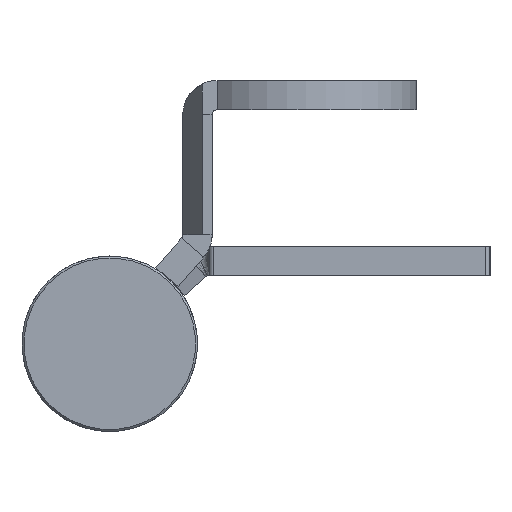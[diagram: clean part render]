
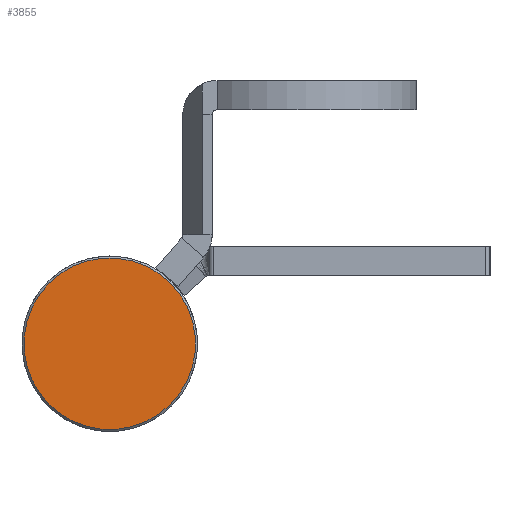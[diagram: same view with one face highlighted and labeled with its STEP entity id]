
A CAD part, left-side view. The second image highlights one B-rep face of the part: STEP entity #3855.
In plain terms, the highlighted face is planar.
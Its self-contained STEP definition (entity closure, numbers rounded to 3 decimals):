
#3855 = ADVANCED_FACE ( 'NONE', ( #13889 ), #40548, .F. ) ;
#4560 = AXIS2_PLACEMENT_3D ( 'NONE', #29140, #10020, #49602 ) ;
#7422 = AXIS2_PLACEMENT_3D ( 'NONE', #21896, #44705, #25546 ) ;
#10020 = DIRECTION ( 'NONE',  ( -1., 0., 0. ) ) ;
#12769 = CIRCLE ( 'NONE', #14449, 8.8 ) ;
#12915 = CARTESIAN_POINT ( 'NONE',  ( 37., 0., -8.8 ) ) ;
#13889 = FACE_OUTER_BOUND ( 'NONE', #37585, .T. ) ;
#14449 = AXIS2_PLACEMENT_3D ( 'NONE', #34413, #30793, #49460 ) ;
#14975 = EDGE_CURVE ( 'NONE', #33004, #22662, #12769, .T. ) ;
#21896 = CARTESIAN_POINT ( 'NONE',  ( 37., 0., 0. ) ) ;
#22460 = ORIENTED_EDGE ( 'NONE', *, *, #14975, .F. ) ;
#22502 = EDGE_CURVE ( 'NONE', #22662, #33004, #32997, .T. ) ;
#22662 = VERTEX_POINT ( 'NONE', #42347 ) ;
#25221 = ORIENTED_EDGE ( 'NONE', *, *, #22502, .F. ) ;
#25546 = DIRECTION ( 'NONE',  ( 0., 0., 1. ) ) ;
#29140 = CARTESIAN_POINT ( 'NONE',  ( 37., 8.8, 0. ) ) ;
#30793 = DIRECTION ( 'NONE',  ( -1., 0., 0. ) ) ;
#32997 = CIRCLE ( 'NONE', #7422, 8.8 ) ;
#33004 = VERTEX_POINT ( 'NONE', #12915 ) ;
#34413 = CARTESIAN_POINT ( 'NONE',  ( 37., 0., 0. ) ) ;
#37585 = EDGE_LOOP ( 'NONE', ( #25221, #22460 ) ) ;
#40548 = PLANE ( 'NONE',  #4560 ) ;
#42347 = CARTESIAN_POINT ( 'NONE',  ( 37., 0., 8.8 ) ) ;
#44705 = DIRECTION ( 'NONE',  ( -1., 0., 0. ) ) ;
#49460 = DIRECTION ( 'NONE',  ( 0., 0., 1. ) ) ;
#49602 = DIRECTION ( 'NONE',  ( 0., 0., 1. ) ) ;
